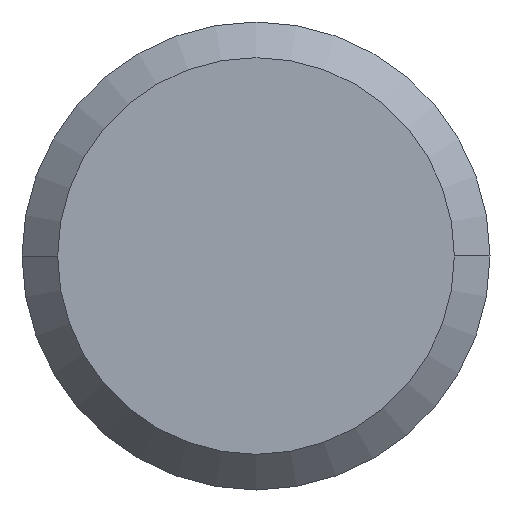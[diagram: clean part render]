
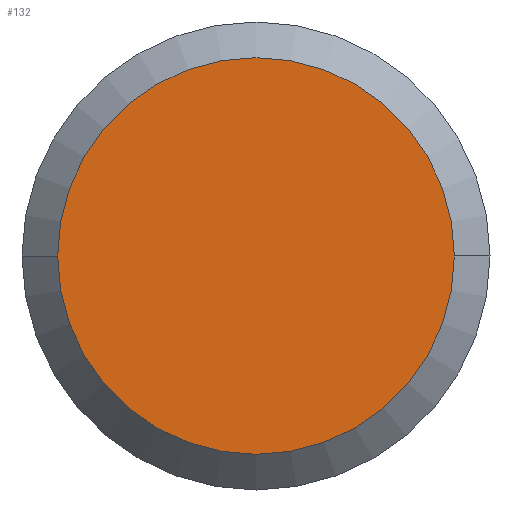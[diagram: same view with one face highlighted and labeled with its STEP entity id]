
A CAD part, left-side view. The second image highlights one B-rep face of the part: STEP entity #132.
In plain terms, the highlighted planar face has unit normal (-1, 0, 0).
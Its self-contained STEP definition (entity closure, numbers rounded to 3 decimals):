
#12 = EDGE_LOOP ( 'NONE', ( #401, #184 ) ) ;
#20 = DIRECTION ( 'NONE',  ( 0., 1., 0. ) ) ;
#75 = PLANE ( 'NONE',  #99 ) ;
#88 = CARTESIAN_POINT ( 'NONE',  ( 0., 4.238, 0. ) ) ;
#99 = AXIS2_PLACEMENT_3D ( 'NONE', #275, #338, #206 ) ;
#120 = DIRECTION ( 'NONE',  ( 1., 0., 0. ) ) ;
#132 = ADVANCED_FACE ( 'NONE', ( #162 ), #75, .T. ) ;
#134 = AXIS2_PLACEMENT_3D ( 'NONE', #220, #120, #20 ) ;
#145 = DIRECTION ( 'NONE',  ( 0., 1., 0. ) ) ;
#154 = CARTESIAN_POINT ( 'NONE',  ( 0., -4.238, 0. ) ) ;
#162 = FACE_OUTER_BOUND ( 'NONE', #12, .T. ) ;
#169 = CIRCLE ( 'NONE', #134, 4.238 ) ;
#184 = ORIENTED_EDGE ( 'NONE', *, *, #308, .F. ) ;
#206 = DIRECTION ( 'NONE',  ( 0., -1., 0. ) ) ;
#220 = CARTESIAN_POINT ( 'NONE',  ( 0., 0., 0. ) ) ;
#247 = CARTESIAN_POINT ( 'NONE',  ( 0., 0., 0. ) ) ;
#269 = EDGE_CURVE ( 'NONE', #327, #416, #317, .T. ) ;
#275 = CARTESIAN_POINT ( 'NONE',  ( 0., 0., 0. ) ) ;
#286 = DIRECTION ( 'NONE',  ( 1., 0., 0. ) ) ;
#306 = AXIS2_PLACEMENT_3D ( 'NONE', #247, #286, #145 ) ;
#308 = EDGE_CURVE ( 'NONE', #416, #327, #169, .T. ) ;
#317 = CIRCLE ( 'NONE', #306, 4.238 ) ;
#327 = VERTEX_POINT ( 'NONE', #88 ) ;
#338 = DIRECTION ( 'NONE',  ( -1., 0., 0. ) ) ;
#401 = ORIENTED_EDGE ( 'NONE', *, *, #269, .F. ) ;
#416 = VERTEX_POINT ( 'NONE', #154 ) ;
